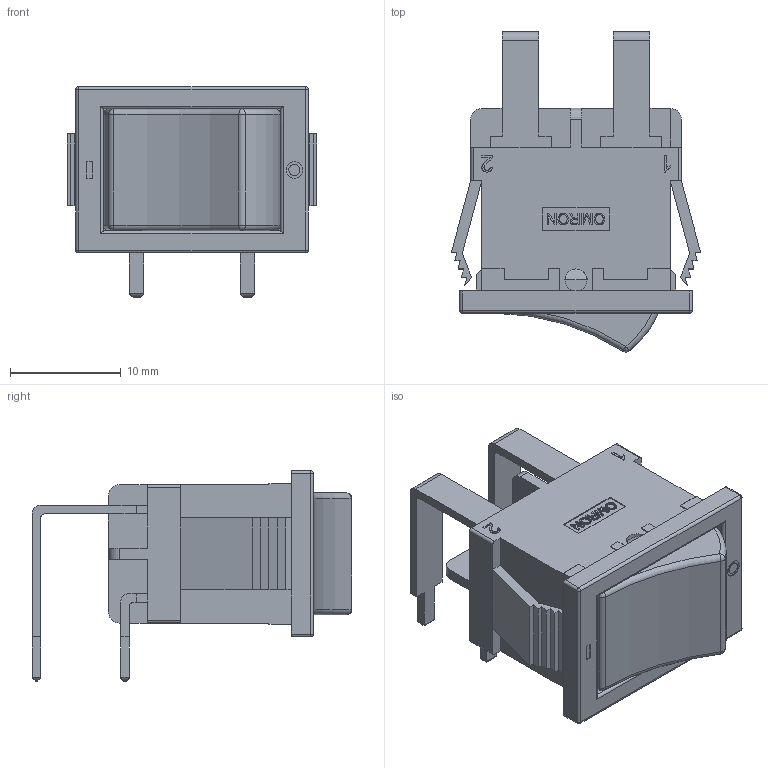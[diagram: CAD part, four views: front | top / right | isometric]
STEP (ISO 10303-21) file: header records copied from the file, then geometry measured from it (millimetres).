
FILE_DESCRIPTION(/* description */ (''),/* implementation_level */ '2;1');
FILE_NAME(/* name */ 'A8L-21-13N1-2 v11.step',/* time_stamp */ '2021-04-27T12:58:54-04:00',/* author */ (''),/* organization */ (''),/* preprocessor_version */ 'ST-DEVELOPER v18.1',/* originating_system */ 'Autodesk Translation Framework v10.6.0.1341',/* authorisation */ '');
FILE_SCHEMA (('AUTOMOTIVE_DESIGN { 1 0 10303 214 3 1 1 }'));
Length unit declared in the file: millimetre
Products named in the file (5): A8L-21-13N1-2; Body; Rocker; Pins; Pivot
Assembly tree (4 placements, depth 2):
  A8L-21-13N1-2
    Body
    Rocker
    Pins
    Pivot
Bounding box: 22.5 x 28.89 x 19 mm (x, y, z)
Volume: 3586.1 mm3; surface area: 4329.2 mm2
Topology: 7 solids, 7 shells, 1076 faces, 2918 edges, 1926 vertices
Faces by surface type: plane 545, bspline 481, cylinder 38, sphere 8, torus 4
Full cylindrical faces by diameter (mm): 1 x1, 1.5 x1, 2 x4
Entity records: 35040 total; most frequent: CARTESIAN_POINT 11050, ORIENTED_EDGE 5836, DIRECTION 3236, EDGE_CURVE 2918, VERTEX_POINT 1926, LINE 1852, VECTOR 1852, EDGE_LOOP 1152
